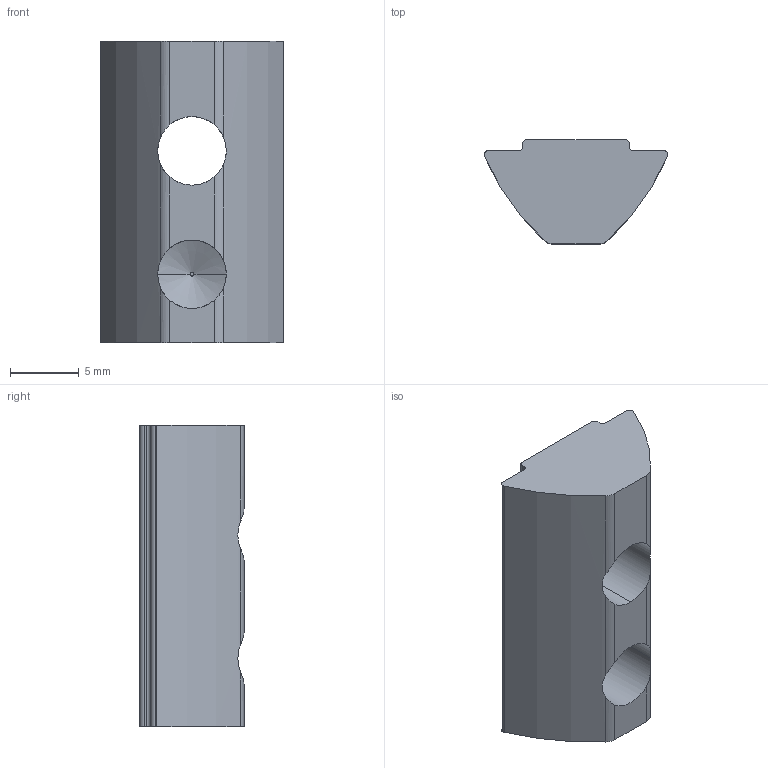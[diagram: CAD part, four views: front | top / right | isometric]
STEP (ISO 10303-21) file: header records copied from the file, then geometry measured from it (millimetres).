
FILE_DESCRIPTION (( 'STEP AP214' ), '1' );
FILE_NAME ('096336e.STEP', '2014-08-18T08:40:00', ( '' ), ( '' ), 'SwSTEP 2.0', 'SolidWorks 2014', '' );
FILE_SCHEMA (( 'AUTOMOTIVE_DESIGN' ));
Length unit declared in the file: millimetre
Products named in the file (1): 096336e
Bounding box: 13.4 x 7.6 x 22 mm (x, y, z)
Volume: 1309.3 mm3; surface area: 1084.1 mm2
Topology: 1 solids, 1 shells, 32 faces, 91 edges, 60 vertices
Faces by surface type: cylinder 19, plane 11, cone 2
Entity records: 1163 total; most frequent: CARTESIAN_POINT 262, ORIENTED_EDGE 182, DIRECTION 177, EDGE_CURVE 91, AXIS2_PLACEMENT_3D 67, VERTEX_POINT 60, LINE 43, VECTOR 43
